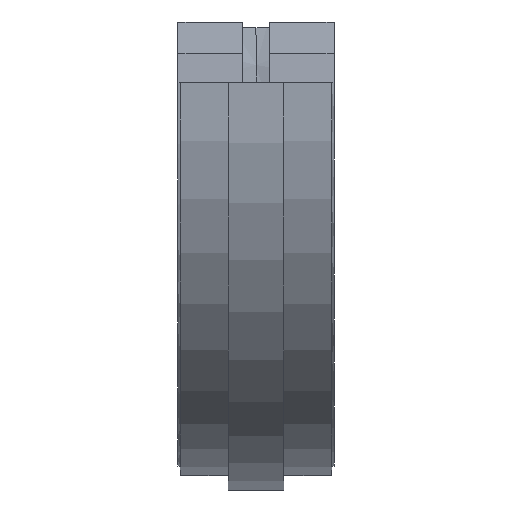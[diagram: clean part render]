
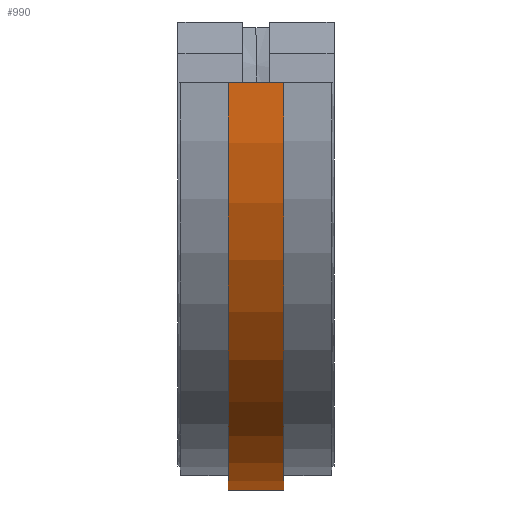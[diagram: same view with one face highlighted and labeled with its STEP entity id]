
A CAD part, left-side view. The second image highlights one B-rep face of the part: STEP entity #990.
In plain terms, the highlighted cylindrical face has radius 140.657 mm (diameter 281.314 mm), a partial arc.
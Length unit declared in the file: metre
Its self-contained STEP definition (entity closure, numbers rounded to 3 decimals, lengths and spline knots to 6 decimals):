
#52=CIRCLE('',#1083,0.140657);
#53=CIRCLE('',#1084,0.140657);
#79=CYLINDRICAL_SURFACE('',#1082,0.140657);
#222=ORIENTED_EDGE('',*,*,#443,.T.);
#223=ORIENTED_EDGE('',*,*,#487,.F.);
#224=ORIENTED_EDGE('',*,*,#397,.F.);
#225=ORIENTED_EDGE('',*,*,#488,.T.);
#397=EDGE_CURVE('',#547,#548,#643,.T.);
#443=EDGE_CURVE('',#585,#584,#679,.T.);
#487=EDGE_CURVE('',#548,#584,#52,.T.);
#488=EDGE_CURVE('',#547,#585,#53,.T.);
#547=VERTEX_POINT('',#1408);
#548=VERTEX_POINT('',#1410);
#584=VERTEX_POINT('',#1514);
#585=VERTEX_POINT('',#1516);
#643=LINE('',#1409,#739);
#679=LINE('',#1515,#775);
#739=VECTOR('',#1141,1.);
#775=VECTOR('',#1211,1.);
#850=EDGE_LOOP('',(#222,#223,#224,#225));
#904=FACE_BOUND('',#850,.T.);
#990=ADVANCED_FACE('',(#904),#79,.T.);
#1082=AXIS2_PLACEMENT_3D('',#1754,#1269,#1270);
#1083=AXIS2_PLACEMENT_3D('',#1755,#1271,#1272);
#1084=AXIS2_PLACEMENT_3D('',#1756,#1273,#1274);
#1141=DIRECTION('',(0.,-1.,0.));
#1211=DIRECTION('',(0.,-1.,0.));
#1269=DIRECTION('',(0.,-1.,0.));
#1270=DIRECTION('',(0.,0.,-1.));
#1271=DIRECTION('',(0.,-1.,0.));
#1272=DIRECTION('',(0.,0.,-1.));
#1273=DIRECTION('',(0.,-1.,0.));
#1274=DIRECTION('',(0.,0.,-1.));
#1408=CARTESIAN_POINT('',(-0.140657,0.0095,0.));
#1409=CARTESIAN_POINT('',(-0.140657,0.0095,0.));
#1410=CARTESIAN_POINT('',(-0.140657,-0.0095,0.));
#1514=CARTESIAN_POINT('',(-0.010851,-0.0095,-0.140238));
#1515=CARTESIAN_POINT('',(-0.010851,0.0095,-0.140238));
#1516=CARTESIAN_POINT('',(-0.010851,0.0095,-0.140238));
#1754=CARTESIAN_POINT('',(0.,0.0095,0.));
#1755=CARTESIAN_POINT('',(0.,-0.0095,0.));
#1756=CARTESIAN_POINT('',(0.,0.0095,0.));
